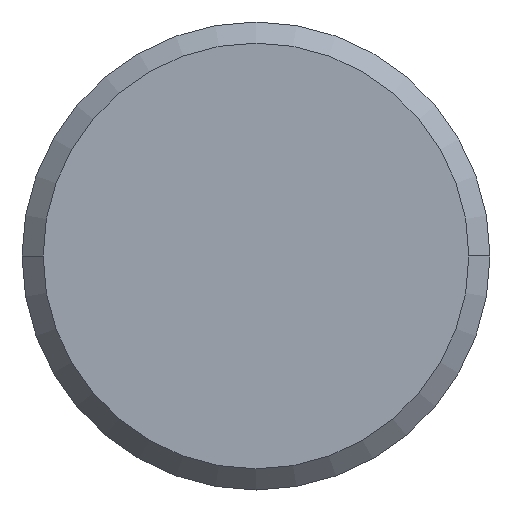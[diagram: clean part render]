
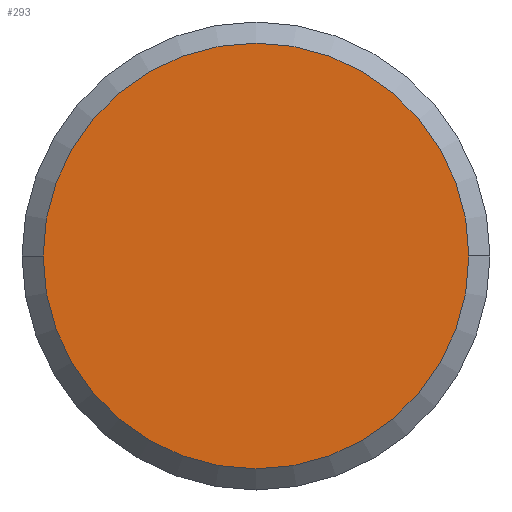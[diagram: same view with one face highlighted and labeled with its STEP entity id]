
A CAD part, front view. The second image highlights one B-rep face of the part: STEP entity #293.
In plain terms, the highlighted planar face has unit normal (0, -1, 0).
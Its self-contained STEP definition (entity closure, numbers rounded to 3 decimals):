
#223=EDGE_CURVE('',#325,#231,#564,.T.);
#231=VERTEX_POINT('',#573);
#293=ADVANCED_FACE('',(#644),#645,.T.);
#325=VERTEX_POINT('',#679);
#395=EDGE_CURVE('',#231,#325,#752,.T.);
#564=CIRCLE('',#960,5.459);
#573=CARTESIAN_POINT('',(5.459,-15.271,0.));
#644=FACE_OUTER_BOUND('',#1074,.T.);
#645=PLANE('',#1075);
#679=CARTESIAN_POINT('',(-5.459,-15.271,0.0));
#752=CIRCLE('',#1259,5.459);
#960=AXIS2_PLACEMENT_3D('',#1538,#1539,#1540);
#1074=EDGE_LOOP('',(#1662,#1663));
#1075=AXIS2_PLACEMENT_3D('',#1664,#1665,#1666);
#1259=AXIS2_PLACEMENT_3D('',#1746,#1747,#1748);
#1538=CARTESIAN_POINT('',(0.,-15.271,0.0));
#1539=DIRECTION('',(0.,1.0,0.0));
#1540=DIRECTION('',(-1.0,0.,0.0));
#1662=ORIENTED_EDGE('',*,*,#223,.F.);
#1663=ORIENTED_EDGE('',*,*,#395,.F.);
#1664=CARTESIAN_POINT('',(-2.729,-15.271,0.0));
#1665=DIRECTION('',(0.,-1.0,0.0));
#1666=DIRECTION('',(1.0,0.,0.0));
#1746=CARTESIAN_POINT('',(0.,-15.271,0.0));
#1747=DIRECTION('',(0.,1.0,0.0));
#1748=DIRECTION('',(-1.0,0.,0.0));
